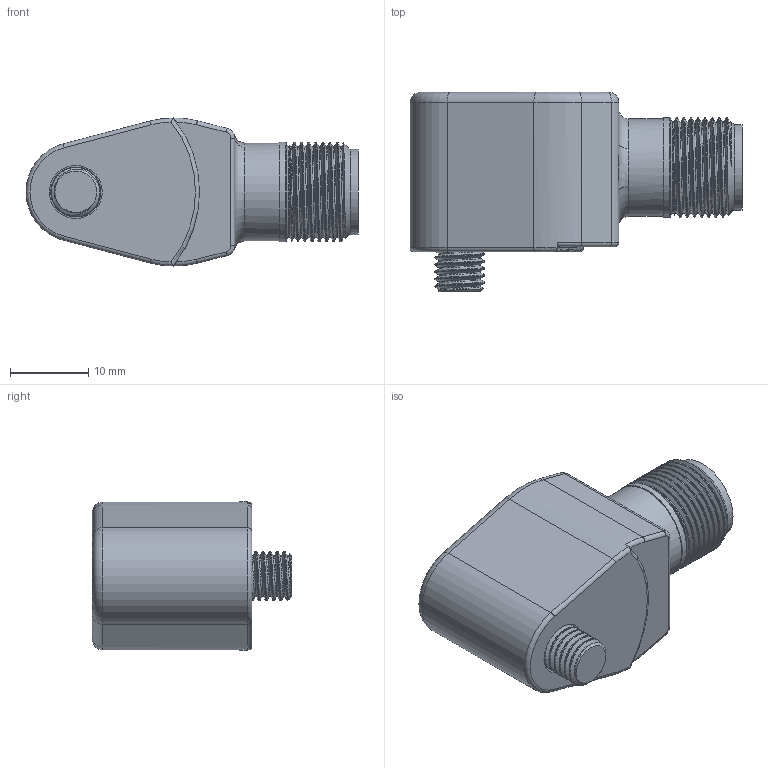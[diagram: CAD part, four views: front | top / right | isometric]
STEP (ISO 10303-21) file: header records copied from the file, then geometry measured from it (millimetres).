
FILE_DESCRIPTION(/* description */ (''),/* implementation_level */ '2;1');
FILE_NAME(/* name */ 'MASTER_TEARDROP_2PIN.stp',/* time_stamp */ '2017-04-26T11:45:36-04:00',/* author */ ('aneininger'),/* organization */ (''),/* preprocessor_version */ 'ST-DEVELOPER v16.5',/* originating_system */ 'Autodesk Inventor 2017',/* authorisation */ '');
FILE_SCHEMA (('AUTOMOTIVE_DESIGN { 1 0 10303 214 3 1 1 }'));
Length unit declared in the file: inch
Products named in the file (3): MASTER_TEARDROP_2PIN_STEP; MASTER_TEARDROP_2PIN; ACP32143
Assembly tree (2 placements, depth 2):
  MASTER_TEARDROP_2PIN_STEP
    MASTER_TEARDROP_2PIN
    ACP32143
Bounding box: 42.34 x 25.4 x 18.88 mm (x, y, z)
Volume: 9133.6 mm3; surface area: 4665.5 mm2
Topology: 2 solids, 2 shells, 173 faces, 399 edges, 244 vertices
Faces by surface type: plane 62, cylinder 49, bspline 28, torus 19, sphere 10, cone 5
Full cylindrical faces by diameter (mm): 1.016 x2, 2.032 x2, 4.953 x1, 5.359 x1, 6.756 x1, 9.525 x1, 9.652 x1, 10.16 x1, 10.922 x1, 12.446 x1, 12.7 x1
Entity records: 12211 total; most frequent: CARTESIAN_POINT 8267, DIRECTION 739, ORIENTED_EDGE 738, EDGE_CURVE 369, AXIS2_PLACEMENT_3D 288, VERTEX_POINT 237, EDGE_LOOP 214, STYLED_ITEM 175
